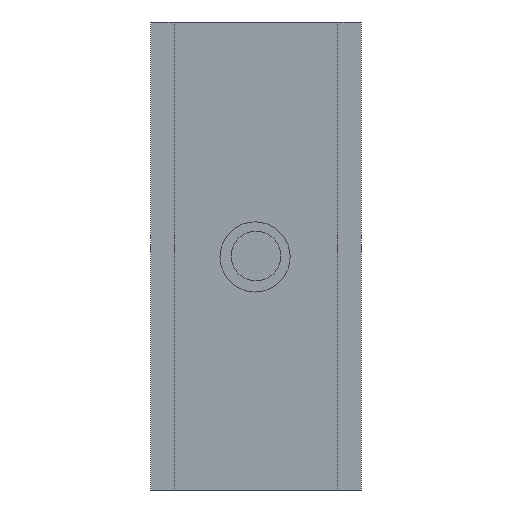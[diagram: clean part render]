
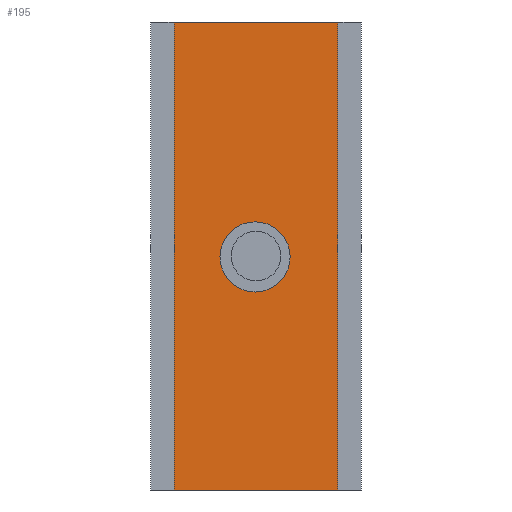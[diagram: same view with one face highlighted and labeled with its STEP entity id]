
A CAD part, front view. The second image highlights one B-rep face of the part: STEP entity #195.
In plain terms, the highlighted planar face has unit normal (0, -1, 0).
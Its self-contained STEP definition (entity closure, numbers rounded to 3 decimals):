
#16 = CARTESIAN_POINT ( 'NONE',  ( -0.168, 20., -6.162 ) ) ;
#18 = EDGE_CURVE ( 'NONE', #34, #768, #281, .T. ) ;
#33 = CARTESIAN_POINT ( 'NONE',  ( -2., 20., 40. ) ) ;
#34 = VERTEX_POINT ( 'NONE', #748 ) ;
#43 = CARTESIAN_POINT ( 'NONE',  ( -14., 20., -40. ) ) ;
#63 = VERTEX_POINT ( 'NONE', #322 ) ;
#92 = LINE ( 'NONE', #33, #650 ) ;
#94 = EDGE_CURVE ( 'NONE', #768, #34, #390, .T. ) ;
#146 = CARTESIAN_POINT ( 'NONE',  ( -0.168, 20., -0.162 ) ) ;
#147 = VECTOR ( 'NONE', #455, 1000. ) ;
#149 = FACE_OUTER_BOUND ( 'NONE', #651, .T. ) ;
#157 = ORIENTED_EDGE ( 'NONE', *, *, #94, .F. ) ;
#162 = ORIENTED_EDGE ( 'NONE', *, *, #254, .F. ) ;
#163 = LINE ( 'NONE', #648, #773 ) ;
#181 = LINE ( 'NONE', #43, #292 ) ;
#195 = ADVANCED_FACE ( 'NONE', ( #453, #149 ), #696, .F. ) ;
#204 = AXIS2_PLACEMENT_3D ( 'NONE', #402, #764, #754 ) ;
#233 = ORIENTED_EDGE ( 'NONE', *, *, #260, .F. ) ;
#249 = DIRECTION ( 'NONE',  ( 0., 0., -1. ) ) ;
#253 = CARTESIAN_POINT ( 'NONE',  ( -0.168, 20., -0.162 ) ) ;
#254 = EDGE_CURVE ( 'NONE', #63, #422, #761, .T. ) ;
#257 = DIRECTION ( 'NONE',  ( 0., -1., 0. ) ) ;
#260 = EDGE_CURVE ( 'NONE', #339, #409, #92, .T. ) ;
#280 = DIRECTION ( 'NONE',  ( 1., 0., 0. ) ) ;
#281 = CIRCLE ( 'NONE', #732, 6. ) ;
#290 = DIRECTION ( 'NONE',  ( 0., 0., 1. ) ) ;
#292 = VECTOR ( 'NONE', #290, 1000. ) ;
#322 = CARTESIAN_POINT ( 'NONE',  ( 14., 20., -40. ) ) ;
#326 = DIRECTION ( 'NONE',  ( 0., -1., 0. ) ) ;
#339 = VERTEX_POINT ( 'NONE', #646 ) ;
#360 = ORIENTED_EDGE ( 'NONE', *, *, #18, .F. ) ;
#386 = ORIENTED_EDGE ( 'NONE', *, *, #641, .T. ) ;
#390 = CIRCLE ( 'NONE', #492, 6. ) ;
#402 = CARTESIAN_POINT ( 'NONE',  ( 2., 20., 20. ) ) ;
#409 = VERTEX_POINT ( 'NONE', #649 ) ;
#422 = VERTEX_POINT ( 'NONE', #767 ) ;
#453 = FACE_BOUND ( 'NONE', #566, .T. ) ;
#455 = DIRECTION ( 'NONE',  ( -1., 0., 0. ) ) ;
#459 = CARTESIAN_POINT ( 'NONE',  ( 0., 20., -40. ) ) ;
#492 = AXIS2_PLACEMENT_3D ( 'NONE', #146, #326, #509 ) ;
#509 = DIRECTION ( 'NONE',  ( 0., 0., -1. ) ) ;
#541 = DIRECTION ( 'NONE',  ( 0., 0., 1. ) ) ;
#566 = EDGE_LOOP ( 'NONE', ( #157, #360 ) ) ;
#579 = EDGE_CURVE ( 'NONE', #422, #339, #181, .T. ) ;
#641 = EDGE_CURVE ( 'NONE', #63, #409, #163, .T. ) ;
#646 = CARTESIAN_POINT ( 'NONE',  ( -14., 20., 40. ) ) ;
#648 = CARTESIAN_POINT ( 'NONE',  ( 14., 20., -40. ) ) ;
#649 = CARTESIAN_POINT ( 'NONE',  ( 14., 20., 40. ) ) ;
#650 = VECTOR ( 'NONE', #280, 1000. ) ;
#651 = EDGE_LOOP ( 'NONE', ( #233, #779, #162, #386 ) ) ;
#696 = PLANE ( 'NONE',  #204 ) ;
#732 = AXIS2_PLACEMENT_3D ( 'NONE', #253, #257, #249 ) ;
#748 = CARTESIAN_POINT ( 'NONE',  ( -0.168, 20., 5.838 ) ) ;
#754 = DIRECTION ( 'NONE',  ( 0., 0., 1. ) ) ;
#761 = LINE ( 'NONE', #459, #147 ) ;
#764 = DIRECTION ( 'NONE',  ( 0., 1., 0. ) ) ;
#767 = CARTESIAN_POINT ( 'NONE',  ( -14., 20., -40. ) ) ;
#768 = VERTEX_POINT ( 'NONE', #16 ) ;
#773 = VECTOR ( 'NONE', #541, 1000. ) ;
#779 = ORIENTED_EDGE ( 'NONE', *, *, #579, .F. ) ;
